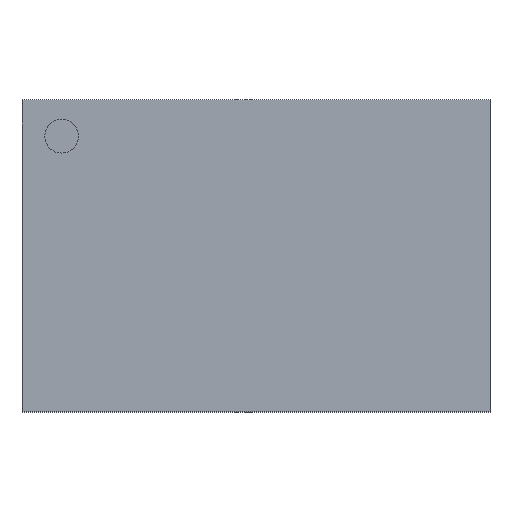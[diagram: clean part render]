
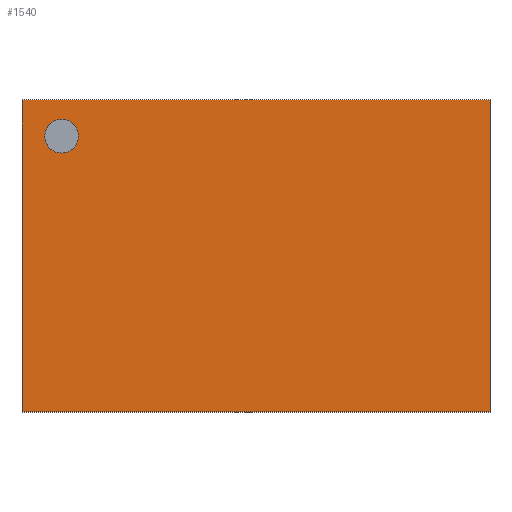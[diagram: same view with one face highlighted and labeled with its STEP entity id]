
A CAD part, top view. The second image highlights one B-rep face of the part: STEP entity #1540.
In plain terms, the highlighted planar face has unit normal (0, 0, 1).
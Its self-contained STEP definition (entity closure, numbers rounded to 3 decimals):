
#295 = VERTEX_POINT('',#296);
#296 = CARTESIAN_POINT('',(-1.138,0.767,0.6));
#302 = EDGE_CURVE('',#303,#295,#305,.T.);
#303 = VERTEX_POINT('',#304);
#304 = CARTESIAN_POINT('',(-1.354,0.767,0.6));
#305 = CIRCLE('',#306,0.108);
#306 = AXIS2_PLACEMENT_3D('',#307,#308,#309);
#307 = CARTESIAN_POINT('',(-1.246,0.767,0.6));
#308 = DIRECTION('',(0.,0.,1.));
#309 = DIRECTION('',(1.,0.,0.));
#1268 = EDGE_CURVE('',#1269,#1271,#1273,.T.);
#1269 = VERTEX_POINT('',#1270);
#1270 = CARTESIAN_POINT('',(-1.5,-1.,0.6));
#1271 = VERTEX_POINT('',#1272);
#1272 = CARTESIAN_POINT('',(1.5,-1.,0.6));
#1273 = LINE('',#1274,#1275);
#1274 = CARTESIAN_POINT('',(1.5,-1.,0.6));
#1275 = VECTOR('',#1276,1.);
#1276 = DIRECTION('',(1.,0.,0.));
#1389 = EDGE_CURVE('',#1271,#1390,#1392,.T.);
#1390 = VERTEX_POINT('',#1391);
#1391 = CARTESIAN_POINT('',(1.5,1.,0.6));
#1392 = LINE('',#1393,#1394);
#1393 = CARTESIAN_POINT('',(1.5,1.,0.6));
#1394 = VECTOR('',#1395,1.);
#1395 = DIRECTION('',(0.,1.,0.));
#1413 = EDGE_CURVE('',#1390,#1414,#1416,.T.);
#1414 = VERTEX_POINT('',#1415);
#1415 = CARTESIAN_POINT('',(-1.5,1.,0.6));
#1416 = LINE('',#1417,#1418);
#1417 = CARTESIAN_POINT('',(1.5,1.,0.6));
#1418 = VECTOR('',#1419,1.);
#1419 = DIRECTION('',(-1.,0.,0.));
#1527 = EDGE_CURVE('',#1414,#1269,#1528,.T.);
#1528 = LINE('',#1529,#1530);
#1529 = CARTESIAN_POINT('',(-1.5,1.,0.6));
#1530 = VECTOR('',#1531,1.);
#1531 = DIRECTION('',(0.,-1.,0.));
#1540 = ADVANCED_FACE('',(#1541,#1551),#1557,.T.);
#1541 = FACE_BOUND('',#1542,.T.);
#1542 = EDGE_LOOP('',(#1543,#1550));
#1543 = ORIENTED_EDGE('',*,*,#1544,.F.);
#1544 = EDGE_CURVE('',#295,#303,#1545,.T.);
#1545 = CIRCLE('',#1546,0.108);
#1546 = AXIS2_PLACEMENT_3D('',#1547,#1548,#1549);
#1547 = CARTESIAN_POINT('',(-1.246,0.767,0.6));
#1548 = DIRECTION('',(0.,0.,1.));
#1549 = DIRECTION('',(1.,0.,0.));
#1550 = ORIENTED_EDGE('',*,*,#302,.F.);
#1551 = FACE_BOUND('',#1552,.T.);
#1552 = EDGE_LOOP('',(#1553,#1554,#1555,#1556));
#1553 = ORIENTED_EDGE('',*,*,#1527,.T.);
#1554 = ORIENTED_EDGE('',*,*,#1268,.T.);
#1555 = ORIENTED_EDGE('',*,*,#1389,.T.);
#1556 = ORIENTED_EDGE('',*,*,#1413,.T.);
#1557 = PLANE('',#1558);
#1558 = AXIS2_PLACEMENT_3D('',#1559,#1560,#1561);
#1559 = CARTESIAN_POINT('',(0.,0.,0.6)
  );
#1560 = DIRECTION('',(0.,0.,1.));
#1561 = DIRECTION('',(1.,0.,0.));
